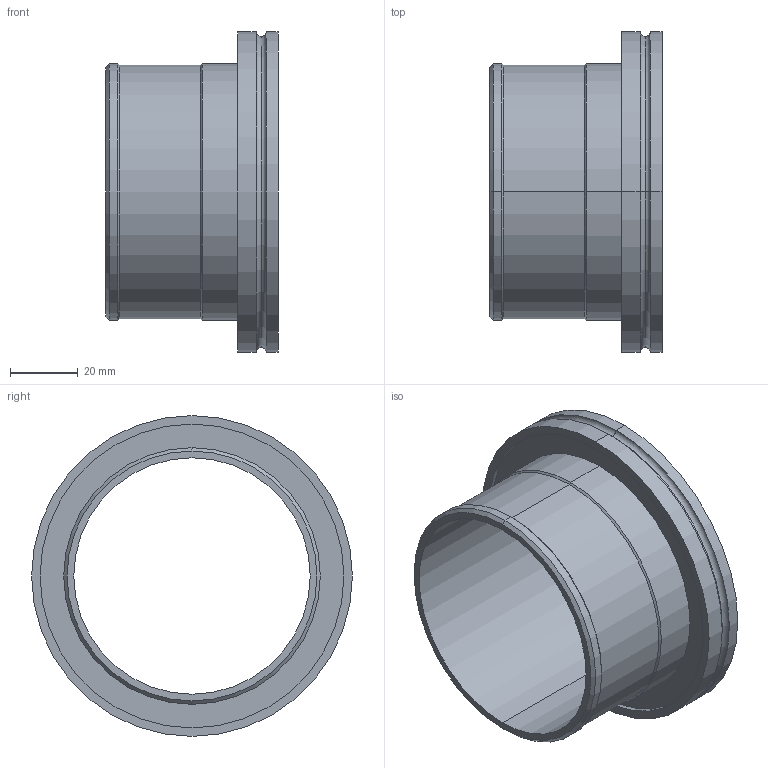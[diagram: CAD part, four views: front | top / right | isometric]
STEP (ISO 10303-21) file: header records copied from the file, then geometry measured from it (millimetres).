
FILE_DESCRIPTION (( 'STEP AP214' ), '1' );
FILE_NAME ('310FMA063.step', '2017-07-10T12:33:58', ( 'install' ), ( '' ), 'SwSTEP 2.0', 'SolidWorks 2015', '' );
FILE_SCHEMA (( 'AUTOMOTIVE_DESIGN' ));
Length unit declared in the file: millimetre
Products named in the file (1): 310FMA063
Bounding box: 51 x 95 x 95 mm (x, y, z)
Volume: 58906.9 mm3; surface area: 31733.3 mm2
Topology: 1 solids, 1 shells, 28 faces, 56 edges, 32 vertices
Faces by surface type: cylinder 14, cone 6, torus 4, plane 4
Entity records: 766 total; most frequent: DIRECTION 150, CARTESIAN_POINT 117, ORIENTED_EDGE 112, AXIS2_PLACEMENT_3D 65, EDGE_CURVE 56, CIRCLE 36, EDGE_LOOP 32, VERTEX_POINT 32
